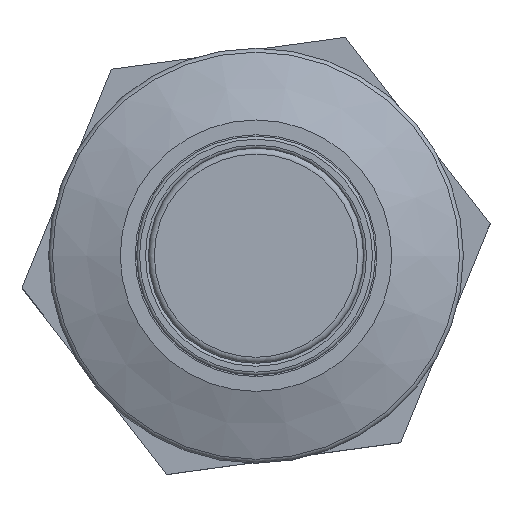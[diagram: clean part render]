
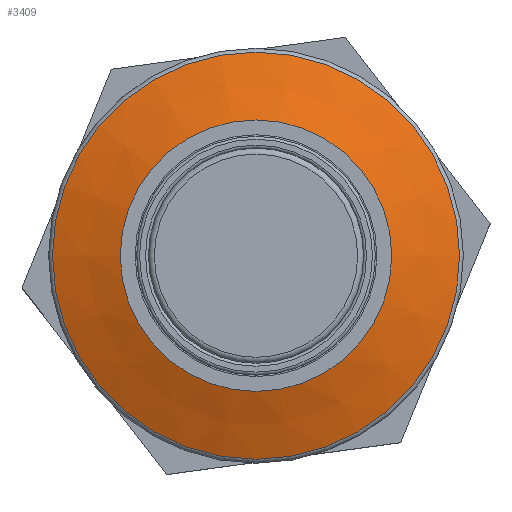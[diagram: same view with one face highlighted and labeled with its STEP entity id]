
A CAD part, top view. The second image highlights one B-rep face of the part: STEP entity #3409.
In plain terms, the highlighted conical face has half-angle 69.585 degrees and reference radius 5.79 mm.
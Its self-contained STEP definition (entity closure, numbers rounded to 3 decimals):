
#106=CONICAL_SURFACE('',#3690,5.79,1.214);
#255=CIRCLE('',#3687,6.87);
#257=CIRCLE('',#3689,6.87);
#258=CIRCLE('',#3691,4.58);
#259=CIRCLE('',#3692,4.58);
#364=FACE_OUTER_BOUND('',#567,.T.);
#567=EDGE_LOOP('',(#2602,#2603,#2604,#2605,#2606,#2607));
#945=LINE('',#10160,#1206);
#1206=VECTOR('',#4076,5.79);
#1530=VERTEX_POINT('',#10150);
#1531=VERTEX_POINT('',#10151);
#1532=VERTEX_POINT('',#10156);
#1533=VERTEX_POINT('',#10157);
#1923=EDGE_CURVE('',#1530,#1531,#255,.T.);
#1925=EDGE_CURVE('',#1531,#1530,#257,.T.);
#1926=EDGE_CURVE('',#1532,#1533,#258,.T.);
#1927=EDGE_CURVE('',#1533,#1532,#259,.T.);
#1928=EDGE_CURVE('',#1533,#1531,#945,.T.);
#2602=ORIENTED_EDGE('',*,*,#1926,.F.);
#2603=ORIENTED_EDGE('',*,*,#1927,.F.);
#2604=ORIENTED_EDGE('',*,*,#1928,.T.);
#2605=ORIENTED_EDGE('',*,*,#1923,.F.);
#2606=ORIENTED_EDGE('',*,*,#1925,.F.);
#2607=ORIENTED_EDGE('',*,*,#1928,.F.);
#3409=ADVANCED_FACE('',(#364),#106,.T.);
#3687=AXIS2_PLACEMENT_3D('',#10152,#4064,#4065);
#3689=AXIS2_PLACEMENT_3D('',#10154,#4068,#4069);
#3690=AXIS2_PLACEMENT_3D('',#10155,#4070,#4071);
#3691=AXIS2_PLACEMENT_3D('',#10158,#4072,#4073);
#3692=AXIS2_PLACEMENT_3D('',#10159,#4074,#4075);
#4064=DIRECTION('center_axis',(0.,0.,-1.));
#4065=DIRECTION('ref_axis',(-1.,0.,0.));
#4068=DIRECTION('center_axis',(0.,0.,-1.));
#4069=DIRECTION('ref_axis',(-1.,0.,0.));
#4070=DIRECTION('center_axis',(0.,0.,-1.));
#4071=DIRECTION('ref_axis',(1.,0.,0.));
#4072=DIRECTION('center_axis',(0.,0.,1.));
#4073=DIRECTION('ref_axis',(1.,0.,0.));
#4074=DIRECTION('center_axis',(0.,0.,1.));
#4075=DIRECTION('ref_axis',(1.,0.,0.));
#4076=DIRECTION('',(-0.937,0.,-0.349));
#10150=CARTESIAN_POINT('',(6.87,0.,0.548));
#10151=CARTESIAN_POINT('',(-6.87,0.,0.548));
#10152=CARTESIAN_POINT('Origin',(0.,0.,
0.548));
#10154=CARTESIAN_POINT('Origin',(0.,0.,
0.548));
#10155=CARTESIAN_POINT('Origin',(0.,0.,0.95));
#10156=CARTESIAN_POINT('',(4.58,0.,1.401));
#10157=CARTESIAN_POINT('',(-4.58,0.,1.401));
#10158=CARTESIAN_POINT('Origin',(0.,0.,1.401));
#10159=CARTESIAN_POINT('Origin',(0.,0.,1.401));
#10160=CARTESIAN_POINT('',(-5.79,0.,0.95));
